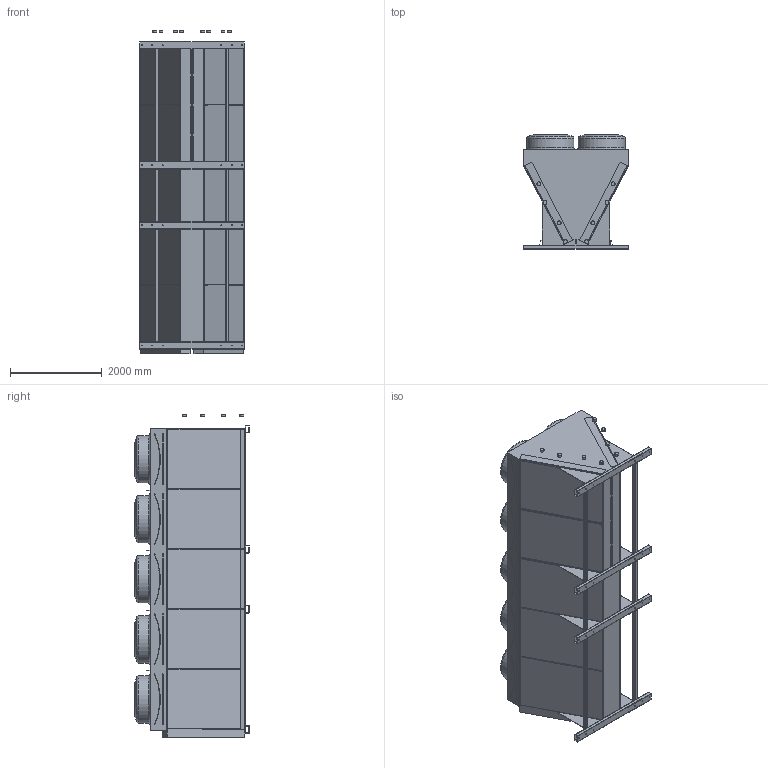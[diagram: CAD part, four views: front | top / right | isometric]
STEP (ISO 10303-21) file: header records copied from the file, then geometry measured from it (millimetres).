
FILE_DESCRIPTION (( 'STEP AP203' ), '1' );
FILE_NAME ('ANV5M_3R_4I4O.STEP', '2018-10-08T13:54:16', ( 'Alfa Laval' ), ( 'Alfa Laval' ), 'SwSTEP 2.0', 'SolidWorks 2016', '' );
FILE_SCHEMA (( 'CONFIG_CONTROL_DESIGN' ));
Length unit declared in the file: millimetre
Products named in the file (6): ANV5M_3R_4I4O; V-TYPE2_LIGHT_BODY_5MOD-SS; AV2_BOTTOM COVER PLATE_BOTTOM COVER PLATE 2MOD.; AVII_FINPACK_1MOD_4012_5R; AVII_Simplify Connection for CAD Drawing; V-TYPE2_POSCOL CONDENSER_Cond_NH3_ANV2TC_3R4I4O
Assembly tree (14 placements, depth 3):
  ANV5M_3R_4I4O
    V-TYPE2_LIGHT_BODY_5MOD-SS
    V-TYPE2_POSCOL CONDENSER_Cond_NH3_ANV2TC_3R4I4O
      AV2_BOTTOM COVER PLATE_BOTTOM COVER PLATE 2MOD.  x2
      AVII_FINPACK_1MOD_4012_5R  x2
      AVII_Simplify Connection for CAD Drawing  x8
Bounding box: 2280.43 x 2494.62 x 7052.51 mm (x, y, z)
Volume: 25407435073.8 mm3; surface area: 113836275.3 mm2
Topology: 17 solids, 17 shells, 1676 faces, 4234 edges, 2678 vertices
Faces by surface type: cylinder 798, plane 606, torus 150, sphere 80, bspline 32, cone 10
Full cylindrical faces by diameter (mm): 1 x40, 7 x114, 8 x44, 20 x48, 40 x8, 85 x8, 100 x10, 1032 x10
Entity records: 42658 total; most frequent: CARTESIAN_POINT 7970, DIRECTION 7576, ORIENTED_EDGE 6276, EDGE_CURVE 3138, AXIS2_PLACEMENT_3D 3090, VERTEX_POINT 2140, EDGE_LOOP 2118, CIRCLE 1678
